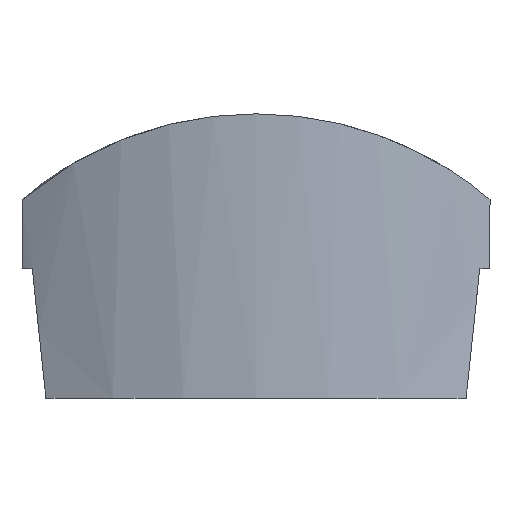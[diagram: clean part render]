
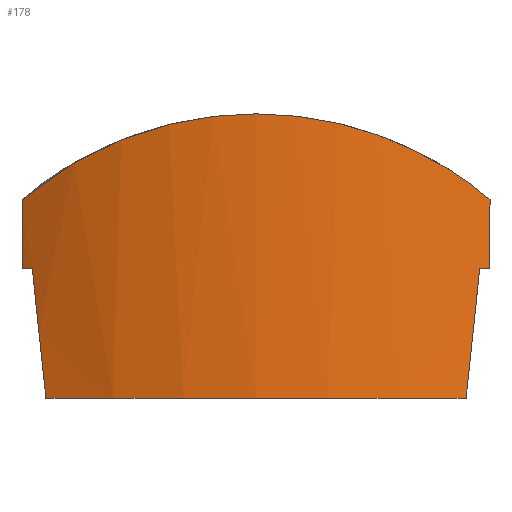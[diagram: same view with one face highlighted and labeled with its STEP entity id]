
A CAD part, left-side view. The second image highlights one B-rep face of the part: STEP entity #178.
In plain terms, the highlighted cylindrical face has radius 130 mm (diameter 260 mm), a partial arc.
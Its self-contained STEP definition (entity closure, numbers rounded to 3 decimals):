
#21=B_SPLINE_CURVE_WITH_KNOTS('',3,(#329,#330,#331,#332,#333,#334,#335,
#336,#337,#338,#339,#340,#341,#342,#343,#344,#345,#346,#347),
 .UNSPECIFIED.,.F.,.F.,(4,1,1,1,1,1,1,1,1,1,1,1,1,1,1,1,4),(-0.076,
-0.067,-0.057,-0.048,-0.038,
-0.029,-0.019,-0.01,0.,
0.009,0.019,0.028,0.033,
0.038,0.057,0.066,0.076),
 .UNSPECIFIED.);
#24=ELLIPSE('',#208,1243.68,130.);
#25=ELLIPSE('',#211,1243.68,130.);
#27=CYLINDRICAL_SURFACE('',#207,130.);
#31=LINE('',#282,#43);
#37=LINE('',#322,#49);
#43=VECTOR('',#229,1000.);
#49=VECTOR('',#247,1000.);
#73=ORIENTED_EDGE('',*,*,#118,.F.);
#74=ORIENTED_EDGE('',*,*,#119,.T.);
#75=ORIENTED_EDGE('',*,*,#105,.F.);
#76=ORIENTED_EDGE('',*,*,#120,.F.);
#77=ORIENTED_EDGE('',*,*,#116,.T.);
#78=ORIENTED_EDGE('',*,*,#121,.F.);
#79=ORIENTED_EDGE('',*,*,#122,.F.);
#80=ORIENTED_EDGE('',*,*,#103,.T.);
#103=EDGE_CURVE('',#128,#127,#142,.T.);
#105=EDGE_CURVE('',#129,#130,#31,.T.);
#116=EDGE_CURVE('',#138,#137,#37,.T.);
#118=EDGE_CURVE('',#139,#127,#24,.T.);
#119=EDGE_CURVE('',#139,#130,#145,.T.);
#120=EDGE_CURVE('',#138,#129,#21,.T.);
#121=EDGE_CURVE('',#140,#137,#146,.T.);
#122=EDGE_CURVE('',#128,#140,#25,.T.);
#127=VERTEX_POINT('',#277);
#128=VERTEX_POINT('',#279);
#129=VERTEX_POINT('',#283);
#130=VERTEX_POINT('',#284);
#137=VERTEX_POINT('',#321);
#138=VERTEX_POINT('',#323);
#139=VERTEX_POINT('',#327);
#140=VERTEX_POINT('',#349);
#142=CIRCLE('',#199,130.);
#145=CIRCLE('',#209,130.);
#146=CIRCLE('',#210,130.);
#151=EDGE_LOOP('',(#73,#74,#75,#76,#77,#78,#79,#80));
#161=FACE_BOUND('',#151,.T.);
#178=ADVANCED_FACE('',(#161),#27,.T.);
#199=AXIS2_PLACEMENT_3D('',#278,#224,#225);
#207=AXIS2_PLACEMENT_3D('',#325,#249,#250);
#208=AXIS2_PLACEMENT_3D('',#326,#251,#252);
#209=AXIS2_PLACEMENT_3D('',#328,#253,#254);
#210=AXIS2_PLACEMENT_3D('',#348,#255,#256);
#211=AXIS2_PLACEMENT_3D('',#350,#257,#258);
#224=DIRECTION('',(0.,0.,1.));
#225=DIRECTION('',(1.,0.,0.));
#229=DIRECTION('',(0.,0.,-1.));
#247=DIRECTION('',(0.,0.,-1.));
#249=DIRECTION('',(0.,0.,-1.));
#250=DIRECTION('',(-1.,0.,0.));
#251=DIRECTION('',(0.,-0.995,-0.105));
#252=DIRECTION('',(0.,0.105,-0.995));
#253=DIRECTION('',(0.,0.,1.));
#254=DIRECTION('',(1.,0.,0.));
#255=DIRECTION('',(0.,0.,-1.));
#256=DIRECTION('',(-1.,0.,0.));
#257=DIRECTION('',(0.,0.995,-0.105));
#258=DIRECTION('',(0.,-0.105,-0.995));
#277=CARTESIAN_POINT('',(-163.005,-60.612,0.));
#278=CARTESIAN_POINT('',(-48.,0.,0.));
#279=CARTESIAN_POINT('',(-163.005,60.612,0.));
#282=CARTESIAN_POINT('',(-159.102,-67.5,82.));
#283=CARTESIAN_POINT('',(-159.102,-67.5,57.277));
#284=CARTESIAN_POINT('',(-159.102,-67.5,37.277));
#321=CARTESIAN_POINT('',(-159.102,67.5,37.277));
#322=CARTESIAN_POINT('',(-159.102,67.5,82.));
#323=CARTESIAN_POINT('',(-159.102,67.5,57.277));
#325=CARTESIAN_POINT('',(-48.,0.,82.));
#326=CARTESIAN_POINT('',(-48.,0.,-576.683));
#327=CARTESIAN_POINT('',(-160.853,-64.53,37.277));
#328=CARTESIAN_POINT('',(-48.,0.,37.277));
#329=CARTESIAN_POINT('',(-159.102,67.5,57.277));
#330=CARTESIAN_POINT('',(-160.45,65.281,59.154));
#331=CARTESIAN_POINT('',(-163.058,60.69,62.722));
#332=CARTESIAN_POINT('',(-166.662,53.316,67.522));
#333=CARTESIAN_POINT('',(-169.905,45.44,71.751));
#334=CARTESIAN_POINT('',(-172.744,36.962,75.391));
#335=CARTESIAN_POINT('',(-175.013,28.201,78.264));
#336=CARTESIAN_POINT('',(-176.696,19.14,80.375));
#337=CARTESIAN_POINT('',(-177.752,9.754,81.692));
#338=CARTESIAN_POINT('',(-178.12,0.066,82.149));
#339=CARTESIAN_POINT('',(-177.768,-9.499,81.711));
#340=CARTESIAN_POINT('',(-176.74,-18.841,80.431));
#341=CARTESIAN_POINT('',(-175.342,-26.473,78.677));
#342=CARTESIAN_POINT('',(-173.906,-32.475,76.863));
#343=CARTESIAN_POINT('',(-171.491,-41.199,73.794));
#344=CARTESIAN_POINT('',(-167.938,-50.694,69.221));
#345=CARTESIAN_POINT('',(-163.07,-60.671,62.739));
#346=CARTESIAN_POINT('',(-160.452,-65.278,59.157));
#347=CARTESIAN_POINT('',(-159.102,-67.5,57.277));
#348=CARTESIAN_POINT('',(-48.,0.,37.277));
#349=CARTESIAN_POINT('',(-160.853,64.53,37.277));
#350=CARTESIAN_POINT('',(-48.,0.,-576.683));
